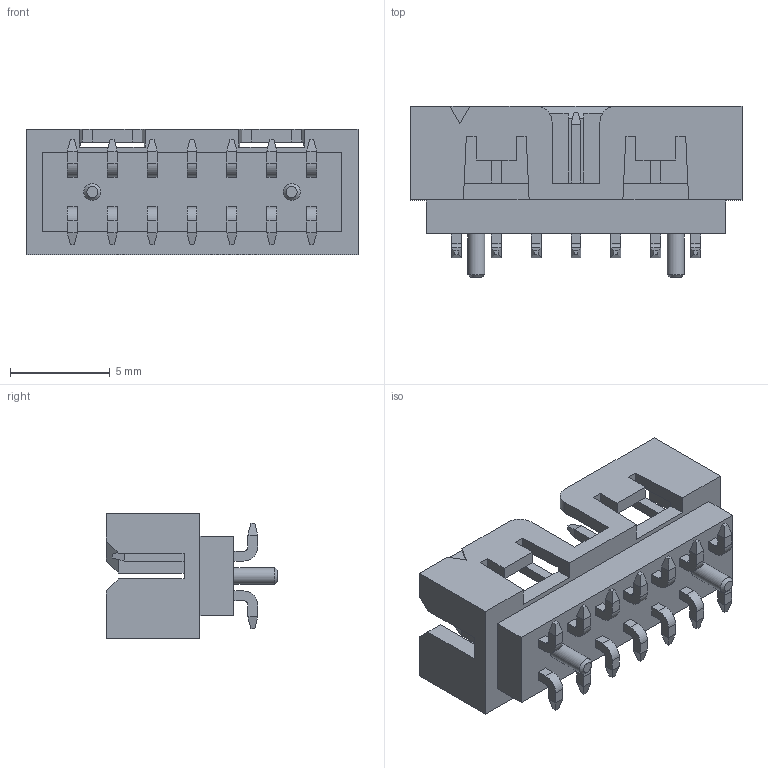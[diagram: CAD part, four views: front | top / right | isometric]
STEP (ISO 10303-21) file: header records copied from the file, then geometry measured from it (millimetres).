
FILE_DESCRIPTION( ( 'STEP AP214' ), '1' );
FILE_NAME( 'psolqas11125636414.stp', '2020-01-13T10:12:56', ( '' ), ( '' ), ' ', 'PARTsolutions', ' ' );
FILE_SCHEMA( ( 'AUTOMOTIVE_DESIGN { 1 0 10303 214 1 1 1 1 }' ) );
Length unit declared in the file: metre
Products named in the file (1): 1
Bounding box: 16.65 x 8.6 x 6.3 mm (x, y, z)
Volume: 300.2 mm3; surface area: 771 mm2
Topology: 1 solids, 1 shells, 393 faces, 973 edges, 609 vertices
Faces by surface type: plane 359, cylinder 32, cone 2
Full cylindrical faces by diameter (mm): 0.85 x2
Entity records: 11281 total; most frequent: CARTESIAN_POINT 1974, ORIENTED_EDGE 1932, DIRECTION 1818, EDGE_CURVE 966, LINE 898, VECTOR 898, VERTEX_POINT 606, AXIS2_PLACEMENT_3D 460
